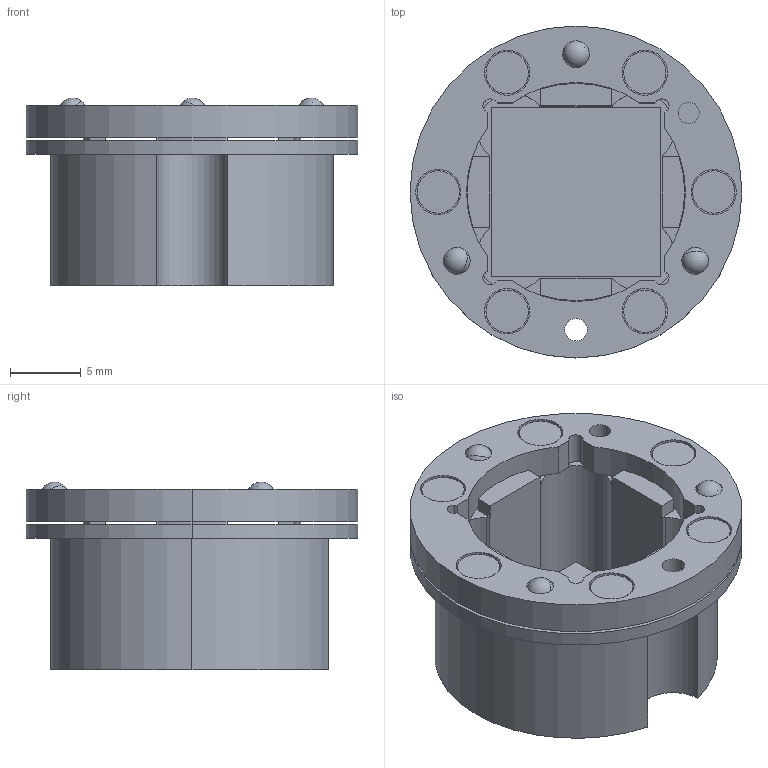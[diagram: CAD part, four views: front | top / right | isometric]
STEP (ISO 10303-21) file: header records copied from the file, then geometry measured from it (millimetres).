
FILE_DESCRIPTION (( 'STEP AP214' ), '1' );
FILE_NAME ('MTN009304-E0W.STEP', '2017-04-25T09:24:59', ( '' ), ( '' ), 'SwSTEP 2.0', 'SolidWorks 2016', '' );
FILE_SCHEMA (( 'AUTOMOTIVE_DESIGN' ));
Length unit declared in the file: millimetre
Products named in the file (1): MTN009304-E0W
Bounding box: 23.5 x 23.5 x 13.31 mm (x, y, z)
Volume: 2328.5 mm3; surface area: 3367.3 mm2
Topology: 12 solids, 12 shells, 295 faces, 759 edges, 507 vertices
Faces by surface type: plane 169, cylinder 70, bspline 50, sphere 6
Entity records: 14802 total; most frequent: CARTESIAN_POINT 4468, ORIENTED_EDGE 1488, DIRECTION 1282, EDGE_CURVE 744, VERTEX_POINT 498, LINE 498, VECTOR 498, AXIS2_PLACEMENT_3D 392
